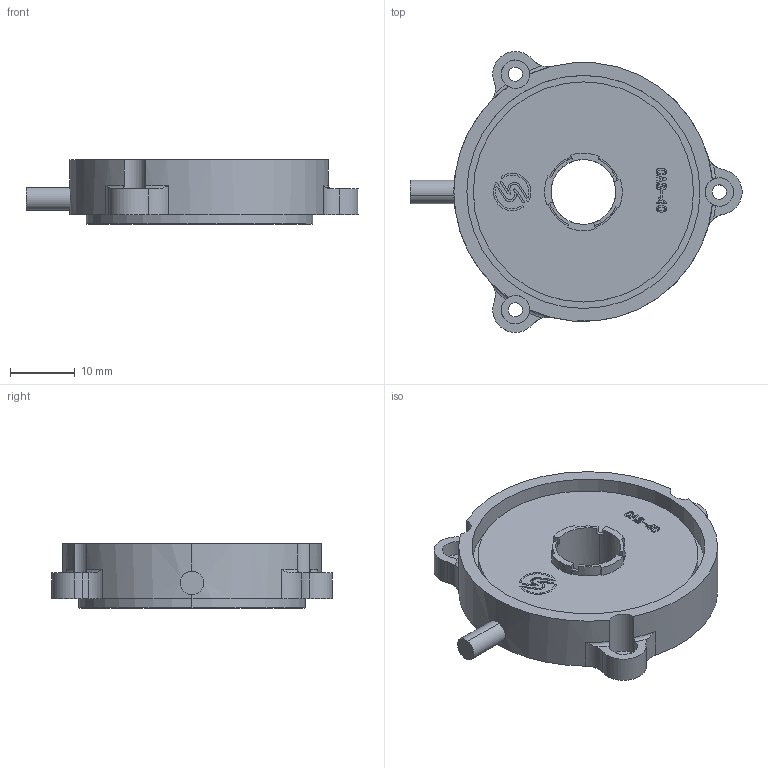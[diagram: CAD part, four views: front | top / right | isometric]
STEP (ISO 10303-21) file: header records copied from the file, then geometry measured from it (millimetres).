
FILE_DESCRIPTION (( 'STEP AP214' ), '1' );
FILE_NAME ('CAS40 ²úÆ·20240521.STEP', '2024-05-21T08:17:19', ( '' ), ( '' ), 'SwSTEP 2.0', 'SolidWorks 2018', '' );
FILE_SCHEMA (( 'AUTOMOTIVE_DESIGN' ));
Length unit declared in the file: millimetre
Products named in the file (1): CAS40 产品20240521
Bounding box: 51.26 x 43.37 x 10 mm (x, y, z)
Volume: 9051.6 mm3; surface area: 8306.1 mm2
Topology: 4 solids, 6 shells, 306 faces, 823 edges, 544 vertices
Faces by surface type: cylinder 138, plane 136, bspline 24, torus 6, cone 2
Entity records: 15047 total; most frequent: CARTESIAN_POINT 3840, DIRECTION 1675, ORIENTED_EDGE 1646, EDGE_CURVE 823, AXIS2_PLACEMENT_3D 635, VERTEX_POINT 544, LINE 405, VECTOR 405
